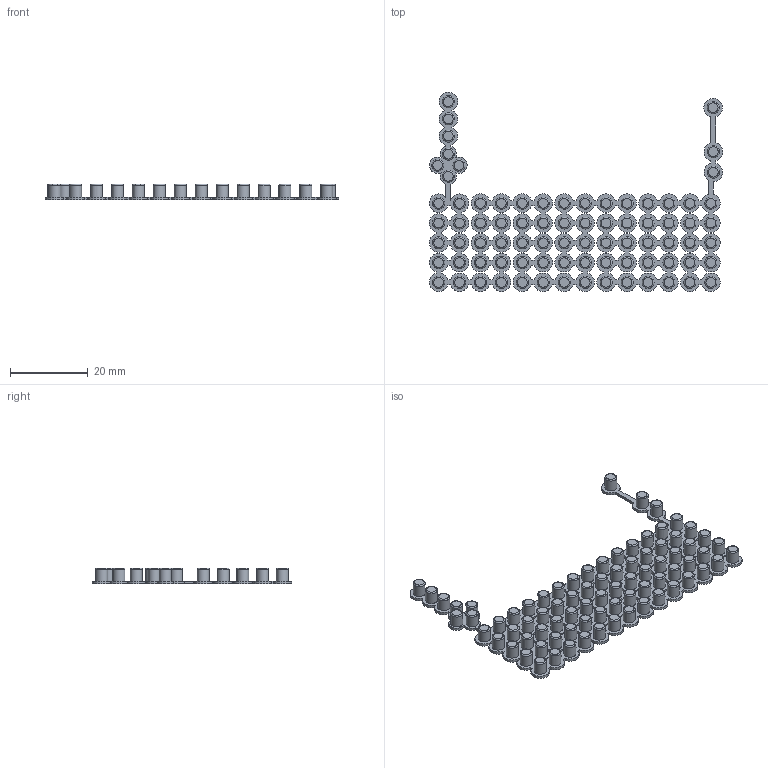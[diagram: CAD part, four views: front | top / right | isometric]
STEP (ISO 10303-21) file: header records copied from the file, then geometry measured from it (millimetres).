
FILE_DESCRIPTION(/* description */ (''),/* implementation_level */ '2;1');
FILE_NAME(/* name */ 'Buttons_v33.step',/* time_stamp */ '2024-07-03T13:55:59+08:00',/* author */ (''),/* organization */ (''),/* preprocessor_version */ 'ST-DEVELOPER v20',/* originating_system */ 'Autodesk Translation Framework v13.14.0.145',/* authorisation */ '');
FILE_SCHEMA (('AUTOMOTIVE_DESIGN { 1 0 10303 214 3 1 1 }'));
Length unit declared in the file: millimetre
Products named in the file (1): CloveGameShell2
Bounding box: 75.65 x 51.39 x 4.1 mm (x, y, z)
Volume: 3085.5 mm3; surface area: 6309.3 mm2
Topology: 1 solids, 1 shells, 544 faces, 1386 edges, 924 vertices
Faces by surface type: cylinder 235, plane 229, torus 80
Full cylindrical faces by diameter (mm): 3.1 x80
Entity records: 16865 total; most frequent: DIRECTION 3186, CARTESIAN_POINT 2855, ORIENTED_EDGE 2772, EDGE_CURVE 1386, AXIS2_PLACEMENT_3D 1255, VERTEX_POINT 924, CIRCLE 710, LINE 676
